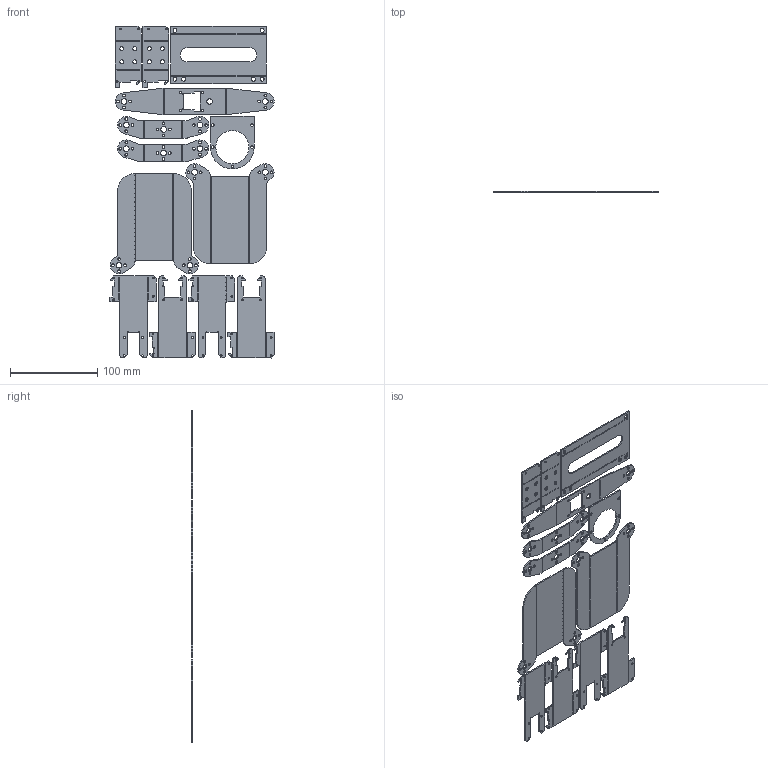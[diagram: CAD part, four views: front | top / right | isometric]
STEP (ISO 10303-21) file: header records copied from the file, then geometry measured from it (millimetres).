
FILE_DESCRIPTION(/* description */ (''),/* implementation_level */ '2;1');
FILE_NAME(/* name */ 'Arm_Leg_Torso_Waist_t1.5_CAM.stp',/* time_stamp */ '2025-04-27T04:17:25+09:00',/* author */ ('rei_r'),/* organization */ (''),/* preprocessor_version */ 'ST-DEVELOPER v19.2',/* originating_system */ 'Autodesk Inventor 2023',/* authorisation */ '');
FILE_SCHEMA (('AUTOMOTIVE_DESIGN { 1 0 10303 214 3 1 1 }'));
Length unit declared in the file: millimetre
Products named in the file (11): Arm_t1.5_CAM_data; Upper_arm_1; Upper_arm_2; Fore_arm_1; Shoulder_joint_1; hip_joint_1; Torso_t1.5_CAM_2; Li-Po_cover_1; shoulder_base_2; shoulder_base_1; waist_3
Assembly tree (14 placements, depth 3):
  Arm_t1.5_CAM_data
    Upper_arm_1  x2
    Upper_arm_2  x2
    Fore_arm_1  x2
    Shoulder_joint_1  x2
    hip_joint_1
    Torso_t1.5_CAM_2
      Li-Po_cover_1
      shoulder_base_2
      shoulder_base_1
    waist_3
Bounding box: 188.38 x 1.5 x 380.9 mm (x, y, z)
Volume: 72992.5 mm3; surface area: 107110.8 mm2
Topology: 13 solids, 13 shells, 1439 faces, 4999 edges, 3138 vertices
Faces by surface type: plane 825, cylinder 614
Full cylindrical faces by diameter (mm): 1.1 x176, 2.1 x44, 3.1 x53, 4.5 x14, 6.5 x13, 38.1 x1
Entity records: 37521 total; most frequent: DIRECTION 7016, ORIENTED_EDGE 6648, CARTESIAN_POINT 6387, EDGE_CURVE 3324, AXIS2_PLACEMENT_3D 2737, VERTEX_POINT 2108, CIRCLE 1782, LINE 1542
